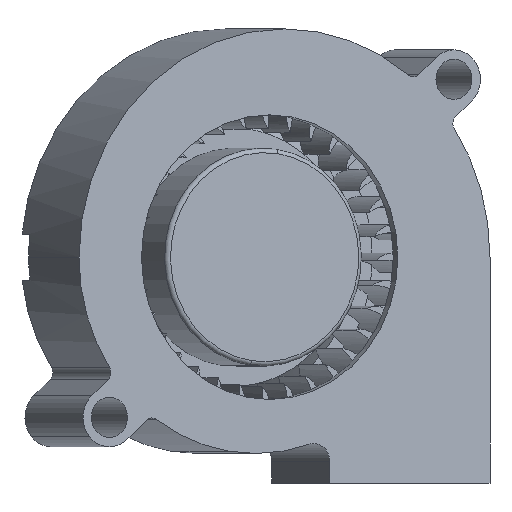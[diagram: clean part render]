
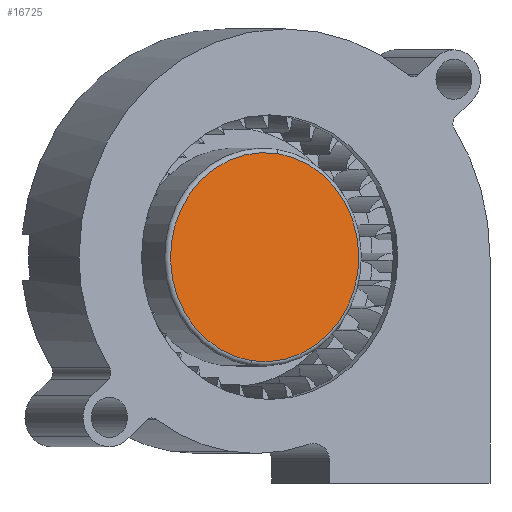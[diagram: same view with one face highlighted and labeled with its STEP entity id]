
A CAD part, left-side view. The second image highlights one B-rep face of the part: STEP entity #16725.
In plain terms, the highlighted planar face has unit normal (-0.9, -0.435, 0).
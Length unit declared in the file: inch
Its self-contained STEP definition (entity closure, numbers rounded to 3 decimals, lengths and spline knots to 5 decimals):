
#370 = EDGE_LOOP ( 'NONE', ( #5209, #10353 ) ) ;
#1718 = DIRECTION ( 'NONE',  ( 0.901, 0.435, 0. ) ) ;
#1760 = CIRCLE ( 'NONE', #5125, 0.4626 ) ;
#1879 = VERTEX_POINT ( 'NONE', #2704 ) ;
#2323 = DIRECTION ( 'NONE',  ( 0.901, 0.435, 0. ) ) ;
#2704 = CARTESIAN_POINT ( 'NONE',  ( 3.42383, 4.92085, 6.46225 ) ) ;
#2970 = CARTESIAN_POINT ( 'NONE',  ( 3.36845, 5.03556, 5.54586 ) ) ;
#4801 = CIRCLE ( 'NONE', #17897, 0.4626 ) ;
#5125 = AXIS2_PLACEMENT_3D ( 'NONE', #15488, #2323, #14054 ) ;
#5209 = ORIENTED_EDGE ( 'NONE', *, *, #8280, .F. ) ;
#6854 = DIRECTION ( 'NONE',  ( 0.901, 0.435, 0. ) ) ;
#7407 = EDGE_CURVE ( 'NONE', #1879, #11679, #4801, .T. ) ;
#8280 = EDGE_CURVE ( 'NONE', #11679, #1879, #1760, .T. ) ;
#9097 = FACE_OUTER_BOUND ( 'NONE', #370, .T. ) ;
#9425 = CARTESIAN_POINT ( 'NONE',  ( 3.39614, 4.9782, 6.00406 ) ) ;
#10279 = DIRECTION ( 'NONE',  ( -0.06, 0.124, -0.99 ) ) ;
#10353 = ORIENTED_EDGE ( 'NONE', *, *, #7407, .F. ) ;
#11679 = VERTEX_POINT ( 'NONE', #2970 ) ;
#13370 = CARTESIAN_POINT ( 'NONE',  ( 3.39614, 4.9782, 6.00406 ) ) ;
#14054 = DIRECTION ( 'NONE',  ( -0.06, 0.124, -0.99 ) ) ;
#14692 = AXIS2_PLACEMENT_3D ( 'NONE', #13370, #1718, #10279 ) ;
#15488 = CARTESIAN_POINT ( 'NONE',  ( 3.39614, 4.9782, 6.00406 ) ) ;
#16197 = PLANE ( 'NONE',  #14692 ) ;
#16725 = ADVANCED_FACE ( 'NONE', ( #9097 ), #16197, .F. ) ;
#16827 = DIRECTION ( 'NONE',  ( -0.06, 0.124, -0.99 ) ) ;
#17897 = AXIS2_PLACEMENT_3D ( 'NONE', #9425, #6854, #16827 ) ;
